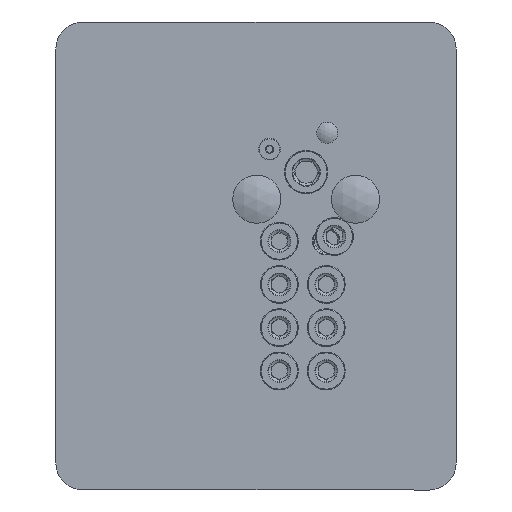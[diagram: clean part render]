
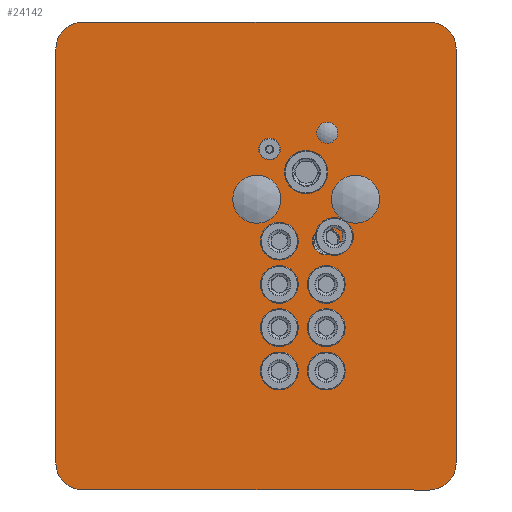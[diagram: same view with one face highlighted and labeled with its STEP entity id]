
A CAD part, front view. The second image highlights one B-rep face of the part: STEP entity #24142.
In plain terms, the highlighted planar face has unit normal (0, -1, 0).
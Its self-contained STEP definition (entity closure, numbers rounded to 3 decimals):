
#1175=FACE_BOUND('',#5935,.T.);
#1176=FACE_BOUND('',#5936,.T.);
#1177=FACE_BOUND('',#5937,.T.);
#1178=FACE_BOUND('',#5938,.T.);
#1179=FACE_BOUND('',#5939,.T.);
#1180=FACE_BOUND('',#5940,.T.);
#1181=FACE_BOUND('',#5941,.T.);
#1182=FACE_BOUND('',#5942,.T.);
#1183=FACE_BOUND('',#5943,.T.);
#1184=FACE_BOUND('',#5944,.T.);
#1185=FACE_BOUND('',#5945,.T.);
#1186=FACE_BOUND('',#5946,.T.);
#1187=FACE_BOUND('',#5947,.T.);
#2124=CIRCLE('',#26594,6.75);
#2126=CIRCLE('',#26597,5.1);
#2128=CIRCLE('',#26600,5.1);
#2130=CIRCLE('',#26603,5.1);
#2132=CIRCLE('',#26606,5.1);
#2134=CIRCLE('',#26609,2.75);
#2136=CIRCLE('',#26612,2.75);
#2138=CIRCLE('',#26615,5.1);
#2140=CIRCLE('',#26618,5.1);
#2142=CIRCLE('',#26621,5.1);
#2144=CIRCLE('',#26624,5.1);
#2146=CIRCLE('',#26627,6.75);
#2148=CIRCLE('',#26630,6.75);
#2163=CIRCLE('',#26658,10.);
#2167=CIRCLE('',#26665,10.);
#2168=CIRCLE('',#26668,10.);
#2169=CIRCLE('',#26671,10.);
#3959=FACE_OUTER_BOUND('',#5934,.T.);
#5934=EDGE_LOOP('',(#21582,#21583,#21584,#21585,#21586,#21587,#21588,#21589));
#5935=EDGE_LOOP('',(#21590));
#5936=EDGE_LOOP('',(#21591));
#5937=EDGE_LOOP('',(#21592));
#5938=EDGE_LOOP('',(#21593));
#5939=EDGE_LOOP('',(#21594));
#5940=EDGE_LOOP('',(#21595));
#5941=EDGE_LOOP('',(#21596));
#5942=EDGE_LOOP('',(#21597));
#5943=EDGE_LOOP('',(#21598));
#5944=EDGE_LOOP('',(#21599));
#5945=EDGE_LOOP('',(#21600));
#5946=EDGE_LOOP('',(#21601));
#5947=EDGE_LOOP('',(#21602));
#8068=LINE('',#41384,#10076);
#8074=LINE('',#41404,#10082);
#8077=LINE('',#41412,#10085);
#8079=LINE('',#41418,#10087);
#10076=VECTOR('',#33408,10.);
#10082=VECTOR('',#33428,10.);
#10085=VECTOR('',#33437,10.);
#10087=VECTOR('',#33445,10.);
#12233=VERTEX_POINT('',#41270);
#12235=VERTEX_POINT('',#41275);
#12237=VERTEX_POINT('',#41280);
#12239=VERTEX_POINT('',#41285);
#12241=VERTEX_POINT('',#41290);
#12243=VERTEX_POINT('',#41295);
#12245=VERTEX_POINT('',#41300);
#12247=VERTEX_POINT('',#41305);
#12249=VERTEX_POINT('',#41310);
#12251=VERTEX_POINT('',#41315);
#12253=VERTEX_POINT('',#41320);
#12255=VERTEX_POINT('',#41325);
#12257=VERTEX_POINT('',#41330);
#12273=VERTEX_POINT('',#41374);
#12274=VERTEX_POINT('',#41376);
#12276=VERTEX_POINT('',#41382);
#12282=VERTEX_POINT('',#41398);
#12283=VERTEX_POINT('',#41402);
#12284=VERTEX_POINT('',#41406);
#12285=VERTEX_POINT('',#41410);
#12286=VERTEX_POINT('',#41414);
#15366=EDGE_CURVE('',#12233,#12233,#2124,.T.);
#15368=EDGE_CURVE('',#12235,#12235,#2126,.T.);
#15370=EDGE_CURVE('',#12237,#12237,#2128,.T.);
#15372=EDGE_CURVE('',#12239,#12239,#2130,.T.);
#15374=EDGE_CURVE('',#12241,#12241,#2132,.T.);
#15376=EDGE_CURVE('',#12243,#12243,#2134,.T.);
#15378=EDGE_CURVE('',#12245,#12245,#2136,.T.);
#15380=EDGE_CURVE('',#12247,#12247,#2138,.T.);
#15382=EDGE_CURVE('',#12249,#12249,#2140,.T.);
#15384=EDGE_CURVE('',#12251,#12251,#2142,.T.);
#15386=EDGE_CURVE('',#12253,#12253,#2144,.T.);
#15388=EDGE_CURVE('',#12255,#12255,#2146,.T.);
#15390=EDGE_CURVE('',#12257,#12257,#2148,.T.);
#15406=EDGE_CURVE('',#12273,#12274,#2163,.T.);
#15410=EDGE_CURVE('',#12273,#12276,#8068,.T.);
#15418=EDGE_CURVE('',#12282,#12276,#2167,.T.);
#15420=EDGE_CURVE('',#12282,#12283,#8074,.T.);
#15422=EDGE_CURVE('',#12284,#12283,#2168,.T.);
#15424=EDGE_CURVE('',#12284,#12285,#8077,.T.);
#15426=EDGE_CURVE('',#12286,#12285,#2169,.T.);
#15427=EDGE_CURVE('',#12286,#12274,#8079,.T.);
#21582=ORIENTED_EDGE('',*,*,#15406,.F.);
#21583=ORIENTED_EDGE('',*,*,#15410,.T.);
#21584=ORIENTED_EDGE('',*,*,#15418,.F.);
#21585=ORIENTED_EDGE('',*,*,#15420,.T.);
#21586=ORIENTED_EDGE('',*,*,#15422,.F.);
#21587=ORIENTED_EDGE('',*,*,#15424,.T.);
#21588=ORIENTED_EDGE('',*,*,#15426,.F.);
#21589=ORIENTED_EDGE('',*,*,#15427,.T.);
#21590=ORIENTED_EDGE('',*,*,#15366,.T.);
#21591=ORIENTED_EDGE('',*,*,#15368,.T.);
#21592=ORIENTED_EDGE('',*,*,#15370,.T.);
#21593=ORIENTED_EDGE('',*,*,#15372,.T.);
#21594=ORIENTED_EDGE('',*,*,#15374,.T.);
#21595=ORIENTED_EDGE('',*,*,#15376,.T.);
#21596=ORIENTED_EDGE('',*,*,#15378,.T.);
#21597=ORIENTED_EDGE('',*,*,#15380,.T.);
#21598=ORIENTED_EDGE('',*,*,#15382,.T.);
#21599=ORIENTED_EDGE('',*,*,#15384,.T.);
#21600=ORIENTED_EDGE('',*,*,#15386,.T.);
#21601=ORIENTED_EDGE('',*,*,#15388,.T.);
#21602=ORIENTED_EDGE('',*,*,#15390,.T.);
#22769=PLANE('',#26673);
#24142=ADVANCED_FACE('',(#3959,#1175,#1176,#1177,#1178,#1179,#1180,#1181,
#1182,#1183,#1184,#1185,#1186,#1187),#22769,.T.);
#26594=AXIS2_PLACEMENT_3D('',#41271,#33272,#33273);
#26597=AXIS2_PLACEMENT_3D('',#41276,#33278,#33279);
#26600=AXIS2_PLACEMENT_3D('',#41281,#33284,#33285);
#26603=AXIS2_PLACEMENT_3D('',#41286,#33290,#33291);
#26606=AXIS2_PLACEMENT_3D('',#41291,#33296,#33297);
#26609=AXIS2_PLACEMENT_3D('',#41296,#33302,#33303);
#26612=AXIS2_PLACEMENT_3D('',#41301,#33308,#33309);
#26615=AXIS2_PLACEMENT_3D('',#41306,#33314,#33315);
#26618=AXIS2_PLACEMENT_3D('',#41311,#33320,#33321);
#26621=AXIS2_PLACEMENT_3D('',#41316,#33326,#33327);
#26624=AXIS2_PLACEMENT_3D('',#41321,#33332,#33333);
#26627=AXIS2_PLACEMENT_3D('',#41326,#33338,#33339);
#26630=AXIS2_PLACEMENT_3D('',#41331,#33344,#33345);
#26658=AXIS2_PLACEMENT_3D('',#41377,#33401,#33402);
#26665=AXIS2_PLACEMENT_3D('',#41400,#33423,#33424);
#26668=AXIS2_PLACEMENT_3D('',#41408,#33432,#33433);
#26671=AXIS2_PLACEMENT_3D('',#41416,#33441,#33442);
#26673=AXIS2_PLACEMENT_3D('',#41419,#33446,#33447);
#33272=DIRECTION('center_axis',(0.,1.,0.));
#33273=DIRECTION('ref_axis',(-1.,0.,0.));
#33278=DIRECTION('center_axis',(0.,1.,0.));
#33279=DIRECTION('ref_axis',(-1.,0.,0.));
#33284=DIRECTION('center_axis',(0.,1.,0.));
#33285=DIRECTION('ref_axis',(-1.,0.,0.));
#33290=DIRECTION('center_axis',(0.,1.,0.));
#33291=DIRECTION('ref_axis',(-1.,0.,0.));
#33296=DIRECTION('center_axis',(0.,1.,0.));
#33297=DIRECTION('ref_axis',(-1.,0.,0.));
#33302=DIRECTION('center_axis',(0.,1.,0.));
#33303=DIRECTION('ref_axis',(-1.,0.,0.));
#33308=DIRECTION('center_axis',(0.,1.,0.));
#33309=DIRECTION('ref_axis',(-1.,0.,0.));
#33314=DIRECTION('center_axis',(0.,1.,0.));
#33315=DIRECTION('ref_axis',(-1.,0.,0.));
#33320=DIRECTION('center_axis',(0.,1.,0.));
#33321=DIRECTION('ref_axis',(-1.,0.,0.));
#33326=DIRECTION('center_axis',(0.,1.,0.));
#33327=DIRECTION('ref_axis',(-1.,0.,0.));
#33332=DIRECTION('center_axis',(0.,1.,0.));
#33333=DIRECTION('ref_axis',(-1.,0.,0.));
#33338=DIRECTION('center_axis',(0.,1.,0.));
#33339=DIRECTION('ref_axis',(-1.,0.,0.));
#33344=DIRECTION('center_axis',(0.,1.,0.));
#33345=DIRECTION('ref_axis',(-1.,0.,0.));
#33401=DIRECTION('center_axis',(0.,1.,0.));
#33402=DIRECTION('ref_axis',(-0.707,0.,-0.707));
#33408=DIRECTION('',(1.,0.,0.));
#33423=DIRECTION('center_axis',(0.,1.,0.));
#33424=DIRECTION('ref_axis',(0.707,0.,-0.707));
#33428=DIRECTION('',(0.,0.,1.));
#33432=DIRECTION('center_axis',(0.,1.,0.));
#33433=DIRECTION('ref_axis',(0.707,0.,0.707));
#33437=DIRECTION('',(-1.,0.,0.));
#33441=DIRECTION('center_axis',(0.,1.,0.));
#33442=DIRECTION('ref_axis',(-0.707,0.,0.707));
#33445=DIRECTION('',(0.,0.,-1.));
#33446=DIRECTION('center_axis',(0.,-1.,0.));
#33447=DIRECTION('ref_axis',(0.,0.,-1.));
#41270=CARTESIAN_POINT('',(-30.05,0.,-21.));
#41271=CARTESIAN_POINT('Origin',(-36.8,0.,-21.));
#41275=CARTESIAN_POINT('',(-20.87,0.,42.5));
#41276=CARTESIAN_POINT('Origin',(-25.97,0.,42.5));
#41280=CARTESIAN_POINT('',(-20.87,0.,10.5));
#41281=CARTESIAN_POINT('Origin',(-25.97,0.,10.5));
#41285=CARTESIAN_POINT('',(-3.53,0.,42.5));
#41286=CARTESIAN_POINT('Origin',(-8.63,0.,42.5));
#41290=CARTESIAN_POINT('',(-3.53,0.,10.5));
#41291=CARTESIAN_POINT('Origin',(-8.63,0.,10.5));
#41295=CARTESIAN_POINT('',(-2.25,0.,-39.5));
#41296=CARTESIAN_POINT('Origin',(-5.,0.,-39.5));
#41300=CARTESIAN_POINT('',(-23.55,0.,-45.5));
#41301=CARTESIAN_POINT('Origin',(-26.3,0.,-45.5));
#41305=CARTESIAN_POINT('',(-3.53,0.,-5.5));
#41306=CARTESIAN_POINT('Origin',(-8.63,0.,-5.5));
#41310=CARTESIAN_POINT('',(-3.53,0.,26.5));
#41311=CARTESIAN_POINT('Origin',(-8.63,0.,26.5));
#41315=CARTESIAN_POINT('',(-20.87,0.,-5.5));
#41316=CARTESIAN_POINT('Origin',(-25.97,0.,-5.5));
#41320=CARTESIAN_POINT('',(-20.87,0.,26.5));
#41321=CARTESIAN_POINT('Origin',(-25.97,0.,26.5));
#41325=CARTESIAN_POINT('',(-11.8,0.,-31.));
#41326=CARTESIAN_POINT('Origin',(-18.55,0.,-31.));
#41330=CARTESIAN_POINT('',(6.45,0.,-21.));
#41331=CARTESIAN_POINT('Origin',(-0.3,0.,-21.));
#41374=CARTESIAN_POINT('',(-64.,0.,-86.5));
#41376=CARTESIAN_POINT('',(-74.,0.,-76.5));
#41377=CARTESIAN_POINT('Origin',(-64.,0.,-76.5));
#41382=CARTESIAN_POINT('',(64.,0.,-86.5));
#41384=CARTESIAN_POINT('',(-74.,0.,-86.5));
#41398=CARTESIAN_POINT('',(74.,0.,-76.5));
#41400=CARTESIAN_POINT('Origin',(64.,0.,-76.5));
#41402=CARTESIAN_POINT('',(74.,0.,76.5));
#41404=CARTESIAN_POINT('',(74.,0.,-86.5));
#41406=CARTESIAN_POINT('',(64.,0.,86.5));
#41408=CARTESIAN_POINT('Origin',(64.,0.,76.5));
#41410=CARTESIAN_POINT('',(-64.,0.,86.5));
#41412=CARTESIAN_POINT('',(74.,0.,86.5));
#41414=CARTESIAN_POINT('',(-74.,0.,76.5));
#41416=CARTESIAN_POINT('Origin',(-64.,0.,76.5));
#41418=CARTESIAN_POINT('',(-74.,0.,86.5));
#41419=CARTESIAN_POINT('Origin',(0.,0.,0.));
